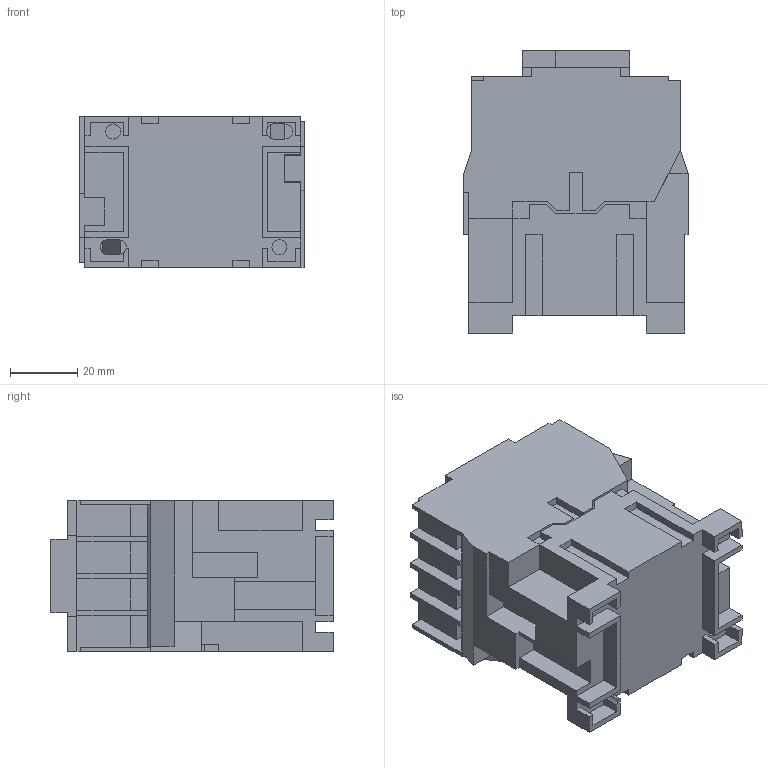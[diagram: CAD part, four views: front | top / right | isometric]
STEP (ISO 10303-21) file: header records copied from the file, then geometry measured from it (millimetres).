
FILE_DESCRIPTION (( 'STEP AP214' ), '1' );
FILE_NAME ('ﾏﾌﾋ-1161ﾄﾌ-16ﾀ-36ﾀﾑ-ﾓﾕﾋ4-ﾁ-ﾊﾝﾀﾇ.STEP', '2016-07-06T10:48:46', ( '' ), ( '' ), 'SwSTEP 2.0', 'SolidWorks 2012', '' );
FILE_SCHEMA (( 'AUTOMOTIVE_DESIGN' ));
Length unit declared in the file: millimetre
Products named in the file (1): ﾏﾌﾋ-1161ﾄﾌ-16ﾀ-36ﾀﾑ-ﾓﾕﾋ4-ﾁ-ﾊﾝﾀﾇ
Bounding box: 67 x 84.3 x 45 mm (x, y, z)
Volume: 183598.3 mm3; surface area: 31529.5 mm2
Topology: 1 solids, 1 shells, 285 faces, 809 edges, 532 vertices
Faces by surface type: plane 259, cylinder 26
Entity records: 9133 total; most frequent: CARTESIAN_POINT 1627, ORIENTED_EDGE 1618, DIRECTION 1437, EDGE_CURVE 809, VECTOR 753, LINE 753, VERTEX_POINT 532, AXIS2_PLACEMENT_3D 342
